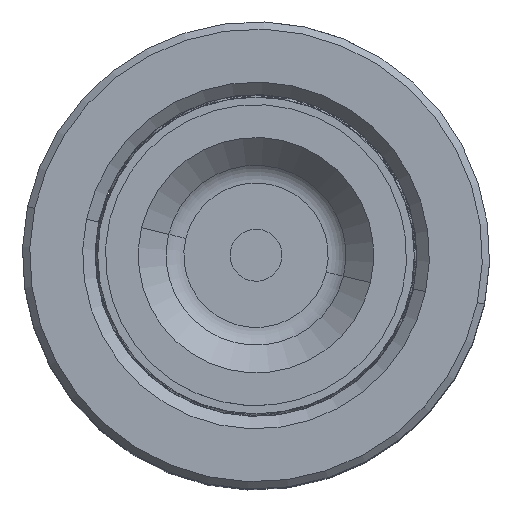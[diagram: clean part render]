
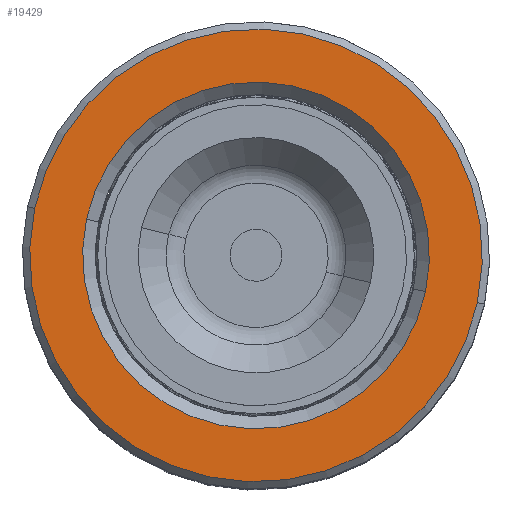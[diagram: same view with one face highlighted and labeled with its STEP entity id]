
A CAD part, top view. The second image highlights one B-rep face of the part: STEP entity #19429.
In plain terms, the highlighted planar face has unit normal (0, 0, 1).
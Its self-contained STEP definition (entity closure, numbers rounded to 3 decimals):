
#163 = DIRECTION ( 'NONE',  ( 1., 0., 0. ) ) ;
#530 = DIRECTION ( 'NONE',  ( 0., 0., 1. ) ) ;
#1970 = CARTESIAN_POINT ( 'NONE',  ( 0., 0., 60. ) ) ;
#2578 = EDGE_LOOP ( 'NONE', ( #35763, #39442 ) ) ;
#3686 = EDGE_CURVE ( 'NONE', #9697, #16354, #5420, .T. ) ;
#4872 = CARTESIAN_POINT ( 'NONE',  ( 0., 0., 60. ) ) ;
#5420 = CIRCLE ( 'NONE', #14487, 21.8 ) ;
#7677 = CARTESIAN_POINT ( 'NONE',  ( 16.7, 0., 60. ) ) ;
#8473 = DIRECTION ( 'NONE',  ( 1., 0., 0. ) ) ;
#9239 = AXIS2_PLACEMENT_3D ( 'NONE', #4872, #29313, #8473 ) ;
#9697 = VERTEX_POINT ( 'NONE', #47026 ) ;
#11911 = EDGE_CURVE ( 'NONE', #12507, #27070, #50753, .T. ) ;
#12507 = VERTEX_POINT ( 'NONE', #12795 ) ;
#12795 = CARTESIAN_POINT ( 'NONE',  ( -16.7, 0., 60. ) ) ;
#13152 = PLANE ( 'NONE',  #9239 ) ;
#13530 = ORIENTED_EDGE ( 'NONE', *, *, #26706, .T. ) ;
#14359 = DIRECTION ( 'NONE',  ( 0., 0., -1. ) ) ;
#14487 = AXIS2_PLACEMENT_3D ( 'NONE', #25663, #50058, #42156 ) ;
#16070 = DIRECTION ( 'NONE',  ( 1., 0., 0. ) ) ;
#16354 = VERTEX_POINT ( 'NONE', #40323 ) ;
#19429 = ADVANCED_FACE ( 'NONE', ( #43579, #25997 ), #13152, .T. ) ;
#19641 = EDGE_LOOP ( 'NONE', ( #13530, #48025 ) ) ;
#20886 = CIRCLE ( 'NONE', #34124, 21.8 ) ;
#25523 = CIRCLE ( 'NONE', #26358, 16.7 ) ;
#25663 = CARTESIAN_POINT ( 'NONE',  ( 0., 0., 60. ) ) ;
#25997 = FACE_BOUND ( 'NONE', #2578, .T. ) ;
#26358 = AXIS2_PLACEMENT_3D ( 'NONE', #1970, #14359, #30713 ) ;
#26706 = EDGE_CURVE ( 'NONE', #16354, #9697, #20886, .T. ) ;
#27070 = VERTEX_POINT ( 'NONE', #7677 ) ;
#28299 = CARTESIAN_POINT ( 'NONE',  ( 0., 0., 60. ) ) ;
#29313 = DIRECTION ( 'NONE',  ( 0., 0., 1. ) ) ;
#29473 = CARTESIAN_POINT ( 'NONE',  ( 0., 0., 60. ) ) ;
#30713 = DIRECTION ( 'NONE',  ( 1., 0., 0. ) ) ;
#32438 = DIRECTION ( 'NONE',  ( 0., 0., -1. ) ) ;
#34124 = AXIS2_PLACEMENT_3D ( 'NONE', #29473, #530, #163 ) ;
#35763 = ORIENTED_EDGE ( 'NONE', *, *, #38669, .T. ) ;
#36313 = AXIS2_PLACEMENT_3D ( 'NONE', #28299, #32438, #16070 ) ;
#38669 = EDGE_CURVE ( 'NONE', #27070, #12507, #25523, .T. ) ;
#39442 = ORIENTED_EDGE ( 'NONE', *, *, #11911, .T. ) ;
#40323 = CARTESIAN_POINT ( 'NONE',  ( -21.8, 0., 60. ) ) ;
#42156 = DIRECTION ( 'NONE',  ( 1., 0., 0. ) ) ;
#43579 = FACE_OUTER_BOUND ( 'NONE', #19641, .T. ) ;
#47026 = CARTESIAN_POINT ( 'NONE',  ( 21.8, 0., 60. ) ) ;
#48025 = ORIENTED_EDGE ( 'NONE', *, *, #3686, .T. ) ;
#50058 = DIRECTION ( 'NONE',  ( 0., 0., 1. ) ) ;
#50753 = CIRCLE ( 'NONE', #36313, 16.7 ) ;
